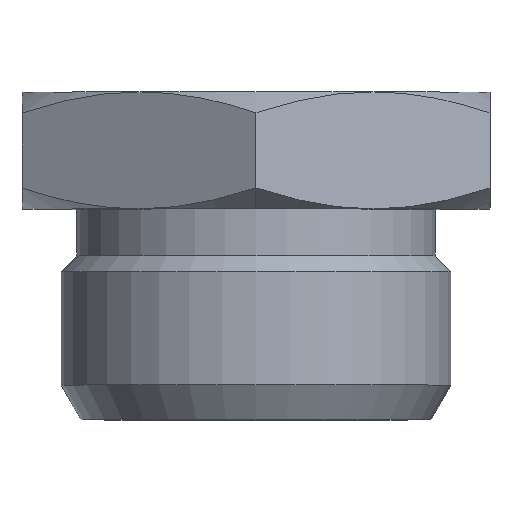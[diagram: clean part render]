
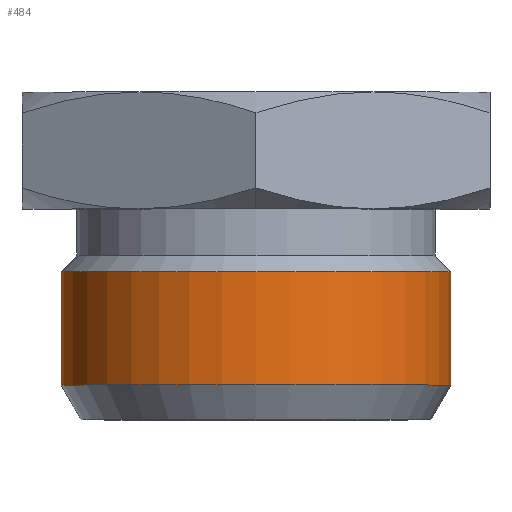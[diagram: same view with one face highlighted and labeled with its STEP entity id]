
A CAD part, top view. The second image highlights one B-rep face of the part: STEP entity #484.
In plain terms, the highlighted cylindrical face has radius 8.331 mm (diameter 16.662 mm), a full revolution.
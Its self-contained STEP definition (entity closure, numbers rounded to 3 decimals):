
#71=CYLINDRICAL_SURFACE('',#520,8.331);
#77=CIRCLE('',#516,8.331);
#78=CIRCLE('',#517,8.331);
#80=CIRCLE('',#521,8.331);
#166=VERTEX_POINT('',#782);
#169=VERTEX_POINT('',#788);
#171=VERTEX_POINT('',#795);
#190=VECTOR('',#595,1.);
#205=LINE('',#794,#190);
#243=EDGE_CURVE('',#166,#169,#77,.F.);
#244=EDGE_CURVE('',#169,#166,#78,.F.);
#246=EDGE_CURVE('',#171,#169,#205,.T.);
#247=EDGE_CURVE('',#171,#171,#80,.F.);
#320=ORIENTED_EDGE('',*,*,#246,.T.);
#321=ORIENTED_EDGE('',*,*,#243,.F.);
#322=ORIENTED_EDGE('',*,*,#244,.F.);
#323=ORIENTED_EDGE('',*,*,#246,.F.);
#324=ORIENTED_EDGE('',*,*,#247,.T.);
#419=EDGE_LOOP('',(#320,#321,#322,#323,#324));
#452=FACE_BOUND('',#419,.T.);
#484=ADVANCED_FACE('',(#452),#71,.T.);
#516=AXIS2_PLACEMENT_3D('',#787,#586,#587);
#517=AXIS2_PLACEMENT_3D('',#789,#588,#589);
#520=AXIS2_PLACEMENT_3D('',#793,#593,#594);
#521=AXIS2_PLACEMENT_3D('',#796,#596,#597);
#586=DIRECTION('',(0.,1.,0.));
#587=DIRECTION('',(0.,0.,-8.331));
#588=DIRECTION('',(0.,1.,0.));
#589=DIRECTION('',(0.,0.,-8.331));
#593=DIRECTION('',(0.,1.,0.));
#594=DIRECTION('',(0.,0.,-8.331));
#595=DIRECTION('',(0.,-1.,0.));
#596=DIRECTION('',(0.,1.,0.));
#597=DIRECTION('',(0.,0.,-8.331));
#782=CARTESIAN_POINT('',(0.,1.483,8.331));
#787=CARTESIAN_POINT('',(0.,1.483,0.));
#788=CARTESIAN_POINT('',(0.,1.483,-8.331));
#789=CARTESIAN_POINT('',(0.,1.483,0.));
#793=CARTESIAN_POINT('',(0.,0.,0.));
#794=CARTESIAN_POINT('',(0.,7.802,-8.331));
#795=CARTESIAN_POINT('',(0.,6.319,-8.331));
#796=CARTESIAN_POINT('',(0.,6.319,0.));
